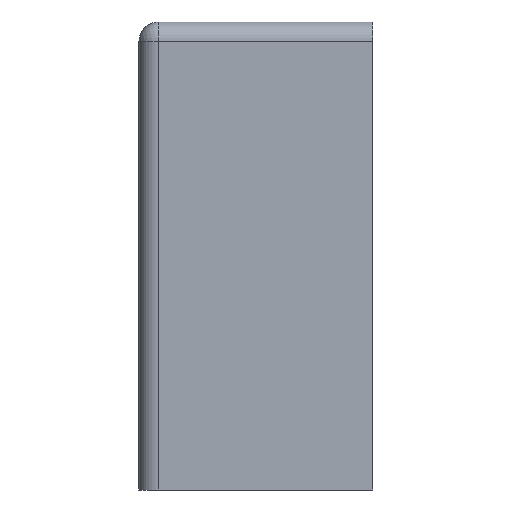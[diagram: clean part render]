
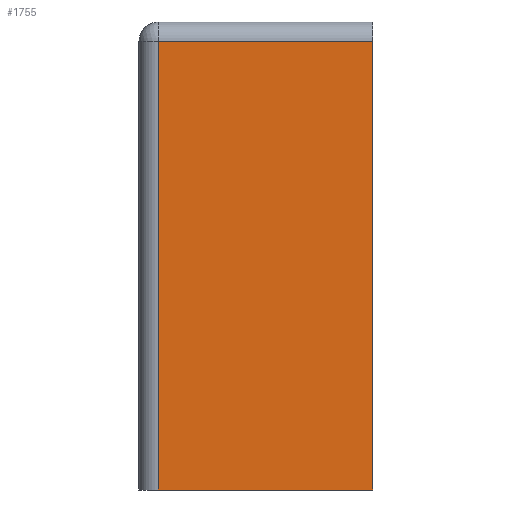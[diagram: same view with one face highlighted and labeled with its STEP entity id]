
A CAD part, left-side view. The second image highlights one B-rep face of the part: STEP entity #1755.
In plain terms, the highlighted planar face has unit normal (-1, 0, 0).
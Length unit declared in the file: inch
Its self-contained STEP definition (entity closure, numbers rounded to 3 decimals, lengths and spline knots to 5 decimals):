
#106=PLANE('',#1934);
#114=LINE('',#2463,#291);
#119=LINE('',#2476,#296);
#153=LINE('',#2549,#330);
#280=LINE('',#2925,#457);
#291=VECTOR('',#1956,0.3937);
#296=VECTOR('',#1969,0.3937);
#330=VECTOR('',#2029,0.3937);
#457=VECTOR('',#2424,0.3937);
#594=FACE_OUTER_BOUND('',#722,.T.);
#722=EDGE_LOOP('',(#1619,#1620,#1621,#1622));
#790=VERTEX_POINT('',#2452);
#793=VERTEX_POINT('',#2459);
#798=VERTEX_POINT('',#2475);
#824=VERTEX_POINT('',#2548);
#949=EDGE_CURVE('',#790,#793,#114,.T.);
#955=EDGE_CURVE('',#793,#798,#119,.T.);
#992=EDGE_CURVE('',#824,#798,#153,.T.);
#1171=EDGE_CURVE('',#824,#790,#280,.T.);
#1619=ORIENTED_EDGE('',*,*,#949,.F.);
#1620=ORIENTED_EDGE('',*,*,#1171,.F.);
#1621=ORIENTED_EDGE('',*,*,#992,.T.);
#1622=ORIENTED_EDGE('',*,*,#955,.F.);
#1755=ADVANCED_FACE('',(#594),#106,.T.);
#1934=AXIS2_PLACEMENT_3D('',#2928,#2428,#2429);
#1956=DIRECTION('',(0.,-1.,0.));
#1969=DIRECTION('',(0.,0.,-1.));
#2029=DIRECTION('',(0.,-1.,0.));
#2424=DIRECTION('',(0.,0.,1.));
#2428=DIRECTION('center_axis',(-1.,0.,0.));
#2429=DIRECTION('ref_axis',(0.,0.,-1.));
#2452=CARTESIAN_POINT('',(-2.21,-0.1,0.915));
#2459=CARTESIAN_POINT('',(-2.21,-1.2,0.915));
#2463=CARTESIAN_POINT('',(-2.21,0.,0.915));
#2475=CARTESIAN_POINT('',(-2.21,-1.2,-1.385));
#2476=CARTESIAN_POINT('',(-2.21,-1.2,1.015));
#2548=CARTESIAN_POINT('',(-2.21,-0.1,-1.385));
#2549=CARTESIAN_POINT('',(-2.21,0.,-1.385));
#2925=CARTESIAN_POINT('',(-2.21,-0.1,0.5075));
#2928=CARTESIAN_POINT('Origin',(-2.21,0.,1.015));
